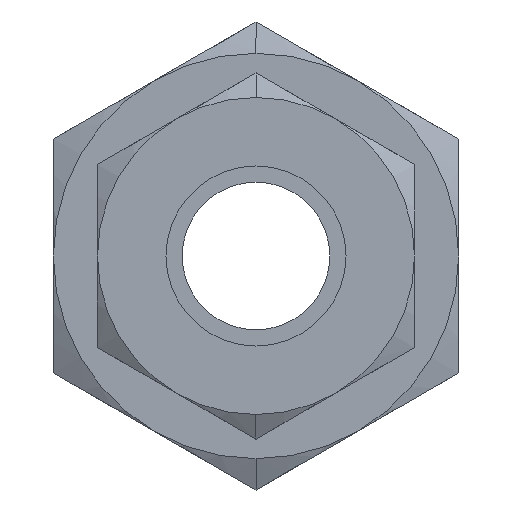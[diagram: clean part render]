
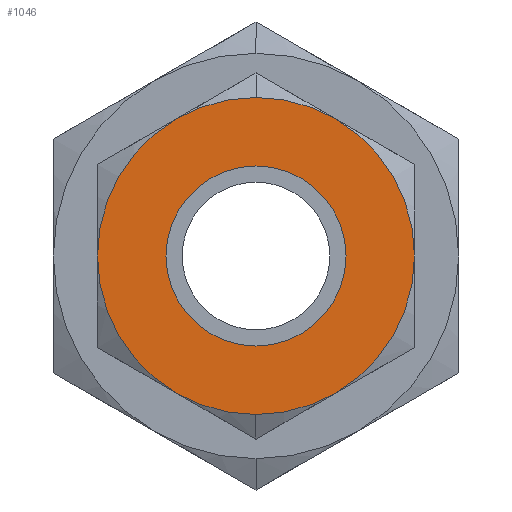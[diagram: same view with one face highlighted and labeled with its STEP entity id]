
A CAD part, left-side view. The second image highlights one B-rep face of the part: STEP entity #1046.
In plain terms, the highlighted planar face has unit normal (-1, 0, 0).
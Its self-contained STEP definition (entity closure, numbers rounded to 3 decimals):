
#778=CARTESIAN_POINT('POINT51',(0.,
   0.,11.176));
#779=VERTEX_POINT('VERTEX51',#778);
#790=CARTESIAN_POINT('POINT52',(0.,
   0.,-11.176));
#791=VERTEX_POINT('VERTEX52',#790);
#798=CARTESIAN_POINT('POS42',(0.,0.,0.))
   ;
#799=DIRECTION('DIR63',(1.,0.,0.));
#800=DIRECTION('DIR64',(0.,0.,1.));
#801=AXIS2_PLACEMENT_3D('AXIS22',#798,#799,#800);
#802=CIRCLE('ELLIPSE8',#801,11.176);
#803=EDGE_CURVE('EDGE89',#791,#779,#802,.T.);
#814=EDGE_CURVE('EDGE90',#779,#791,#802,.T.);
#1022=CARTESIAN_POINT('POINT65',(0.,0.,
   -6.35));
#1023=VERTEX_POINT('VERTEX65',#1022);
#1024=CARTESIAN_POINT('POINT66',(0.,
   0.,6.35));
#1025=VERTEX_POINT('VERTEX66',#1024);
#1026=CARTESIAN_POINT('POS56',(0.,0.,0.));
#1027=DIRECTION('DIR85',(1.,0.,0.));
#1028=DIRECTION('DIR86',(0.,0.,-1.));
#1029=AXIS2_PLACEMENT_3D('AXIS30',#1026,#1027,#1028);
#1030=CIRCLE('ELLIPSE9',#1029,6.35);
#1031=EDGE_CURVE('EDGE109',#1023,#1025,#1030,.T.);
#1032=ORIENTED_EDGE('COEDGE203',*,*,#1031,.T.);
#1033=EDGE_CURVE('EDGE110',#1025,#1023,#1030,.T.);
#1034=ORIENTED_EDGE('COEDGE204',*,*,#1033,.T.);
#1035=EDGE_LOOP('NONE',(#1032,#1034));
#1036=FACE_BOUND('LOOP1',#1035,.T.);
#1037=ORIENTED_EDGE('COEDGE205',*,*,#814,.F.);
#1038=ORIENTED_EDGE('COEDGE206',*,*,#803,.F.);
#1039=EDGE_LOOP('NONE',(#1037,#1038));
#1040=FACE_BOUND('LOOP1',#1039,.T.);
#1041=CARTESIAN_POINT('POS57',(0.,0.,
   5.588));
#1042=DIRECTION('DIR87',(-1.,0.,0.));
#1043=DIRECTION('DIR88',(0.,1.,0.));
#1044=AXIS2_PLACEMENT_3D('AXIS31',#1041,#1042,#1043);
#1045=PLANE('PLANE15',#1044);
#1046=ADVANCED_FACE('FACE47',(#1036,#1040),#1045,.T.);
